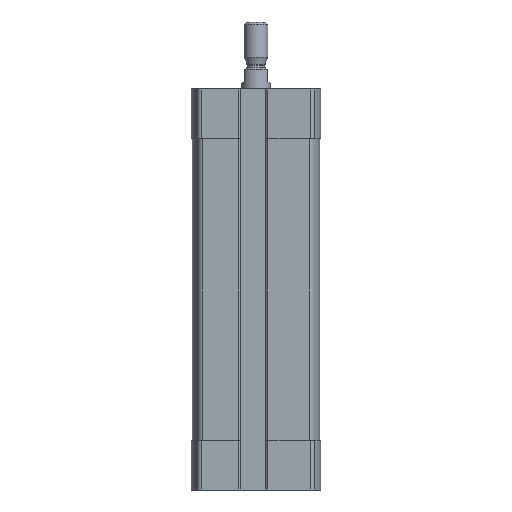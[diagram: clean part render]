
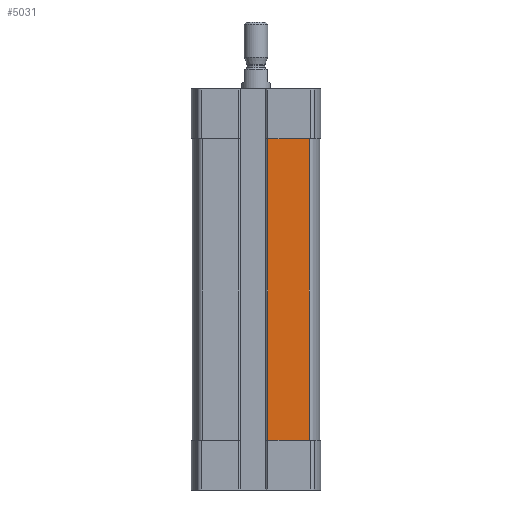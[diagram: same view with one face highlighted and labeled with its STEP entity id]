
A CAD part, left-side view. The second image highlights one B-rep face of the part: STEP entity #5031.
In plain terms, the highlighted planar face has unit normal (-1, 0, 0).
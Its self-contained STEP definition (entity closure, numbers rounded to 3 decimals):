
#71=PLANE('',#5485);
#393=LINE('',#8093,#797);
#394=LINE('',#8096,#798);
#395=LINE('',#8098,#799);
#396=LINE('',#8100,#800);
#797=VECTOR('',#6402,1000.);
#798=VECTOR('',#6403,1000.);
#799=VECTOR('',#6404,1000.);
#800=VECTOR('',#6405,1000.);
#1768=ORIENTED_EDGE('',*,*,#3000,.F.);
#1769=ORIENTED_EDGE('',*,*,#3001,.F.);
#1770=ORIENTED_EDGE('',*,*,#3002,.T.);
#1771=ORIENTED_EDGE('',*,*,#3003,.T.);
#3000=EDGE_CURVE('',#3634,#3635,#393,.T.);
#3001=EDGE_CURVE('',#3636,#3634,#394,.T.);
#3002=EDGE_CURVE('',#3636,#3637,#395,.T.);
#3003=EDGE_CURVE('',#3637,#3635,#396,.T.);
#3634=VERTEX_POINT('',#8094);
#3635=VERTEX_POINT('',#8095);
#3636=VERTEX_POINT('',#8097);
#3637=VERTEX_POINT('',#8099);
#4217=EDGE_LOOP('',(#1768,#1769,#1770,#1771));
#4625=FACE_BOUND('',#4217,.T.);
#5031=ADVANCED_FACE('',(#4625),#71,.T.);
#5485=AXIS2_PLACEMENT_3D('',#8092,#6400,#6401);
#6400=DIRECTION('',(-1.,0.,0.));
#6401=DIRECTION('',(0.,0.,1.));
#6402=DIRECTION('',(0.,-1.,0.));
#6403=DIRECTION('',(0.,0.,1.));
#6404=DIRECTION('',(0.,-1.,0.));
#6405=DIRECTION('',(0.,0.,1.));
#8092=CARTESIAN_POINT('',(-13.5,-2.5,-74.5));
#8093=CARTESIAN_POINT('',(-13.5,-2.5,-10.5));
#8094=CARTESIAN_POINT('',(-13.5,-2.5,-10.5));
#8095=CARTESIAN_POINT('',(-13.5,-11.329,-10.5));
#8096=CARTESIAN_POINT('',(-13.5,-2.5,-74.5));
#8097=CARTESIAN_POINT('',(-13.5,-2.5,-74.5));
#8098=CARTESIAN_POINT('',(-13.5,-2.5,-74.5));
#8099=CARTESIAN_POINT('',(-13.5,-11.329,-74.5));
#8100=CARTESIAN_POINT('',(-13.5,-11.329,-74.5));
